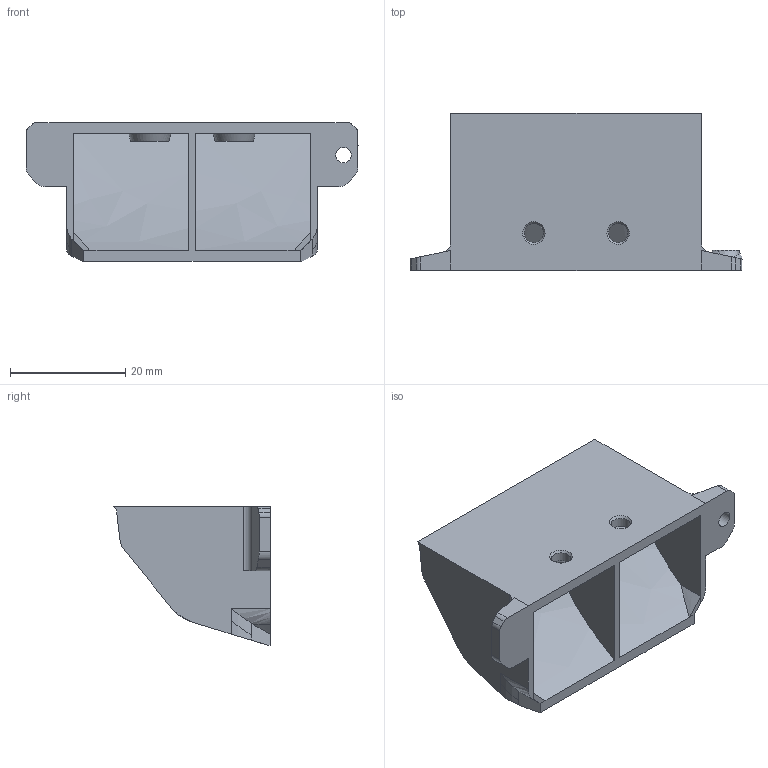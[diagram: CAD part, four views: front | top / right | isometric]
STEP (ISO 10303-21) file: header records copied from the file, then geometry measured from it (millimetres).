
FILE_DESCRIPTION(/* description */ (''),/* implementation_level */ '2;1');
FILE_NAME(/* name */ 'Goliath_Chube_AUX_Aero_Diverter_Short.step',/* time_stamp */ '2026-01-30T09:04:24Z',/* author */ (''),/* organization */ (''),/* preprocessor_version */ 'ST-DEVELOPER v20.1',/* originating_system */ 'Autodesk Translation Framework v14.21.0.0',/* authorisation */ '');
FILE_SCHEMA (('AUTOMOTIVE_DESIGN { 1 0 10303 214 3 1 1 }'));
Length unit declared in the file: millimetre
Products named in the file (1): (Unsaved)
Bounding box: 57.5 x 27.17 x 24.08 mm (x, y, z)
Volume: 6177.8 mm3; surface area: 8142.8 mm2
Topology: 1 solids, 1 shells, 115 faces, 321 edges, 208 vertices
Faces by surface type: plane 53, bspline 34, cylinder 24, cone 4
Full cylindrical faces by diameter (mm): 2.7 x1, 3.3 x2
Entity records: 5319 total; most frequent: CARTESIAN_POINT 2600, ORIENTED_EDGE 638, DIRECTION 424, EDGE_CURVE 319, VERTEX_POINT 208, LINE 172, VECTOR 172, AXIS2_PLACEMENT_3D 126
